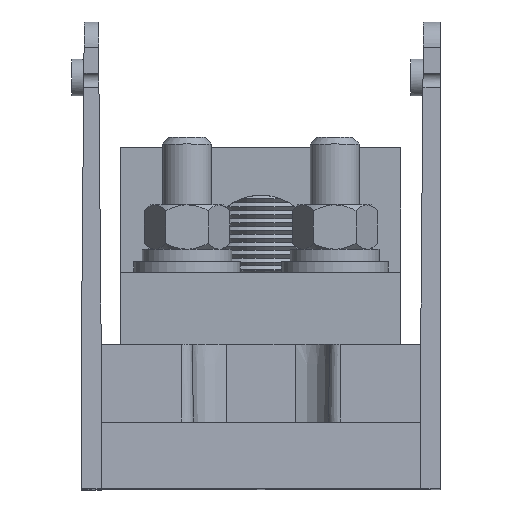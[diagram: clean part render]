
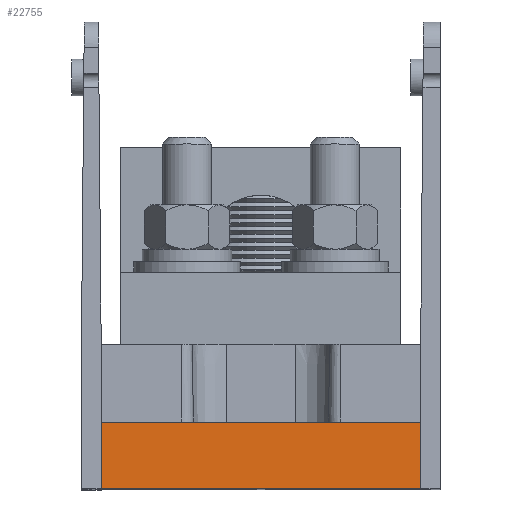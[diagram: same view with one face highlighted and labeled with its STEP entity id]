
A CAD part, top view. The second image highlights one B-rep face of the part: STEP entity #22755.
In plain terms, the highlighted planar face has unit normal (0, 0.035, 0.999).
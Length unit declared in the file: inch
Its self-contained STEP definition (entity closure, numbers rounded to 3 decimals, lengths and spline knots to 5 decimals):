
#1127 = EDGE_CURVE ( 'NONE', #8485, #7079, #6651, .T. ) ;
#1533 = CARTESIAN_POINT ( 'NONE',  ( -1.215, 0., 2.75 ) ) ;
#2520 = CARTESIAN_POINT ( 'NONE',  ( -1.215, 0., 2.75 ) ) ;
#3077 = EDGE_LOOP ( 'NONE', ( #17327, #8830, #18261, #23205 ) ) ;
#4088 = PLANE ( 'NONE',  #11541 ) ;
#4211 = DIRECTION ( 'NONE',  ( 0., -0.999, 0.035 ) ) ;
#4251 = EDGE_CURVE ( 'NONE', #7079, #7766, #25913, .T. ) ;
#6651 = LINE ( 'NONE', #8964, #26612 ) ;
#7079 = VERTEX_POINT ( 'NONE', #30973 ) ;
#7766 = VERTEX_POINT ( 'NONE', #8349 ) ;
#8321 = CARTESIAN_POINT ( 'NONE',  ( -1.215, 0.5, 2.73254 ) ) ;
#8349 = CARTESIAN_POINT ( 'NONE',  ( 1.215, 0., 2.75 ) ) ;
#8485 = VERTEX_POINT ( 'NONE', #8321 ) ;
#8830 = ORIENTED_EDGE ( 'NONE', *, *, #1127, .F. ) ;
#8964 = CARTESIAN_POINT ( 'NONE',  ( -1.215, 0.5, 2.73254 ) ) ;
#9298 = CARTESIAN_POINT ( 'NONE',  ( -1.215, 0., 2.75 ) ) ;
#9414 = DIRECTION ( 'NONE',  ( 1., 0., 0. ) ) ;
#10234 = DIRECTION ( 'NONE',  ( 0., -0.999, 0.035 ) ) ;
#11381 = CARTESIAN_POINT ( 'NONE',  ( -1.215, 0., 2.75 ) ) ;
#11541 = AXIS2_PLACEMENT_3D ( 'NONE', #1533, #19526, #4211 ) ;
#11915 = LINE ( 'NONE', #11381, #24675 ) ;
#12910 = DIRECTION ( 'NONE',  ( 1., 0., 0. ) ) ;
#14079 = EDGE_CURVE ( 'NONE', #8485, #24754, #11915, .T. ) ;
#16522 = DIRECTION ( 'NONE',  ( 0., -0.999, 0.035 ) ) ;
#17327 = ORIENTED_EDGE ( 'NONE', *, *, #4251, .F. ) ;
#18261 = ORIENTED_EDGE ( 'NONE', *, *, #14079, .T. ) ;
#18465 = EDGE_CURVE ( 'NONE', #24754, #7766, #18906, .T. ) ;
#18906 = LINE ( 'NONE', #9298, #25645 ) ;
#19526 = DIRECTION ( 'NONE',  ( 0., 0.035, 0.999 ) ) ;
#21130 = CARTESIAN_POINT ( 'NONE',  ( 1.215, 0., 2.75 ) ) ;
#22755 = ADVANCED_FACE ( 'NONE', ( #27703 ), #4088, .T. ) ;
#23205 = ORIENTED_EDGE ( 'NONE', *, *, #18465, .T. ) ;
#24675 = VECTOR ( 'NONE', #16522, 39.37008 ) ;
#24754 = VERTEX_POINT ( 'NONE', #2520 ) ;
#25558 = VECTOR ( 'NONE', #10234, 39.37008 ) ;
#25645 = VECTOR ( 'NONE', #9414, 39.37008 ) ;
#25913 = LINE ( 'NONE', #21130, #25558 ) ;
#26612 = VECTOR ( 'NONE', #12910, 39.37008 ) ;
#27703 = FACE_OUTER_BOUND ( 'NONE', #3077, .T. ) ;
#30973 = CARTESIAN_POINT ( 'NONE',  ( 1.215, 0.5, 2.73254 ) ) ;
